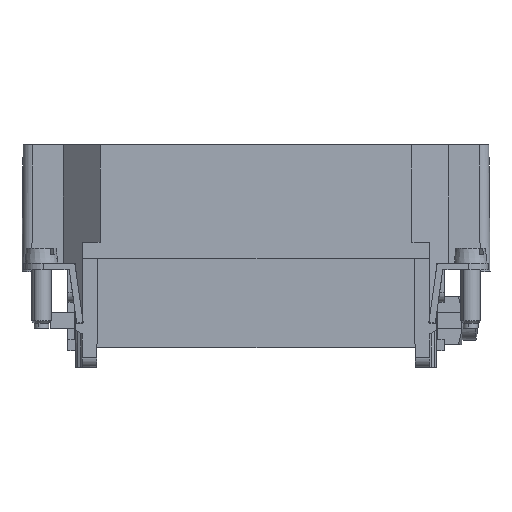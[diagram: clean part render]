
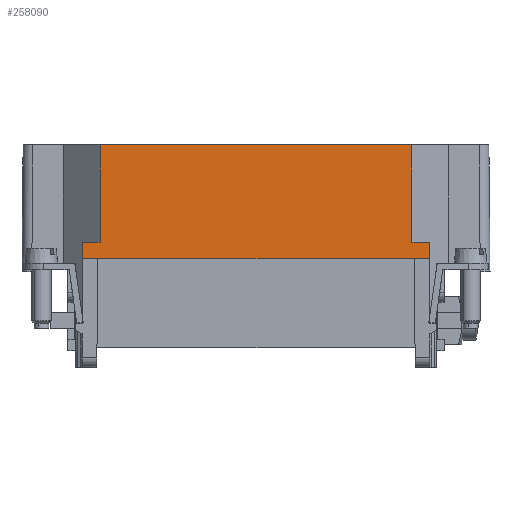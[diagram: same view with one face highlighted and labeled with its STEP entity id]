
A CAD part, left-side view. The second image highlights one B-rep face of the part: STEP entity #258090.
In plain terms, the highlighted face is planar.
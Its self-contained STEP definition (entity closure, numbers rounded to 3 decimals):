
#1440=CARTESIAN_POINT('',(0.306,11.909,
34.302));
#1450=VERTEX_POINT('',#1440);
#1480=CARTESIAN_POINT('',(0.313,101.905,
35.087));
#1490=DIRECTION('',(0.,1.,
0.009));
#1500=VECTOR('',#1490,1.);
#1510=LINE('',#1480,#1500);
#1520=CARTESIAN_POINT('',(0.31,59.907,
34.721));
#1530=VERTEX_POINT('',#1520);
#1540=EDGE_CURVE('',#1450,#1530,#1510,.T.);
#123500=CARTESIAN_POINT('',(0.001,11.707,
16.802));
#123510=VERTEX_POINT('',#123500);
#129390=CARTESIAN_POINT('',(0.005,60.414,
17.227));
#129400=VERTEX_POINT('',#129390);
#129980=CARTESIAN_POINT('',(0.005,62.757,
17.247));
#129990=VERTEX_POINT('',#129980);
#130020=CARTESIAN_POINT('',(0.008,102.058,
17.59));
#130030=DIRECTION('',(0.,-1.,
-0.009));
#130040=VECTOR('',#130030,1.);
#130050=LINE('',#130020,#130040);
#130060=EDGE_CURVE('',#129990,#129400,#130050,.T.);
#164140=CARTESIAN_POINT('',(0.001,9.364,
16.781));
#164150=VERTEX_POINT('',#164140);
#164180=CARTESIAN_POINT('',(0.371,9.29,
37.979));
#164190=DIRECTION('',(-0.017,0.003,
-1.));
#164200=VECTOR('',#164190,1.);
#164210=LINE('',#164180,#164200);
#164220=CARTESIAN_POINT('',(0.044,9.355,
19.281));
#164230=VERTEX_POINT('',#164220);
#164240=EDGE_CURVE('',#164230,#164150,#164210,.T.);
#165090=CARTESIAN_POINT('',(0.008,102.058,
17.59));
#165100=DIRECTION('',(0.,1.,
0.009));
#165110=VECTOR('',#165100,1.);
#165120=LINE('',#165090,#165110);
#165130=EDGE_CURVE('',#164150,#123510,#165120,.T.);
#257420=CARTESIAN_POINT('',(0.045,12.04,
19.304));
#257430=VERTEX_POINT('',#257420);
#257460=CARTESIAN_POINT('',(0.371,11.876,
38.001));
#257470=DIRECTION('',(-0.017,0.009,
-1.));
#257480=VECTOR('',#257470,1.);
#257490=LINE('',#257460,#257480);
#257500=EDGE_CURVE('',#1450,#257430,#257490,.T.);
#257630=CARTESIAN_POINT('',(-0.278,64.005,
1.057));
#257640=DIRECTION('',(-1.,0.,
0.017));
#257650=DIRECTION('',(0.,-1.,
-0.009));
#257660=AXIS2_PLACEMENT_3D('',#257630,#257640,#257650);
#257670=PLANE('',#257660);
#257680=CARTESIAN_POINT('',(0.375,62.461,
38.443));
#257690=DIRECTION('',(0.017,-0.014,
1.));
#257700=VECTOR('',#257690,1.);
#257710=LINE('',#257680,#257700);
#257720=CARTESIAN_POINT('',(0.048,62.722,
19.746));
#257730=VERTEX_POINT('',#257720);
#257740=EDGE_CURVE('',#129990,#257730,#257710,.T.);
#257750=ORIENTED_EDGE('',*,*,#257740,.F.);
#257760=CARTESIAN_POINT('',(0.051,102.036,
20.09));
#257770=DIRECTION('',(0.,-1.,
-0.009));
#257780=VECTOR('',#257770,1.);
#257790=LINE('',#257760,#257780);
#257800=CARTESIAN_POINT('',(0.048,60.038,
19.723));
#257810=VERTEX_POINT('',#257800);
#257820=EDGE_CURVE('',#257730,#257810,#257790,.T.);
#257830=ORIENTED_EDGE('',*,*,#257820,.F.);
#257840=CARTESIAN_POINT('',(0.375,59.875,
38.42));
#257850=DIRECTION('',(0.017,-0.009,
1.));
#257860=VECTOR('',#257850,1.);
#257870=LINE('',#257840,#257860);
#257880=EDGE_CURVE('',#257810,#1530,#257870,.T.);
#257890=ORIENTED_EDGE('',*,*,#257880,.F.);
#257900=ORIENTED_EDGE('',*,*,#1540,.T.);
#257910=ORIENTED_EDGE('',*,*,#257500,.F.);
#257920=CARTESIAN_POINT('',(0.051,102.036,
20.09));
#257930=DIRECTION('',(0.,-1.,
-0.009));
#257940=VECTOR('',#257930,1.);
#257950=LINE('',#257920,#257940);
#257960=EDGE_CURVE('',#257430,#164230,#257950,.T.);
#257970=ORIENTED_EDGE('',*,*,#257960,.F.);
#257980=ORIENTED_EDGE('',*,*,#164240,.F.);
#257990=ORIENTED_EDGE('',*,*,#165130,.F.);
#258000=CARTESIAN_POINT('',(0.008,102.058,
17.59));
#258010=DIRECTION('',(0.,1.,
0.009));
#258020=VECTOR('',#258010,1.);
#258030=LINE('',#258000,#258020);
#258040=EDGE_CURVE('',#123510,#129400,#258030,.T.);
#258050=ORIENTED_EDGE('',*,*,#258040,.F.);
#258060=ORIENTED_EDGE('',*,*,#130060,.T.);
#258070=EDGE_LOOP('',(#258060,#258050,#257990,#257980,#257970,#257910,
#257900,#257890,#257830,#257750));
#258080=FACE_OUTER_BOUND('',#258070,.T.);
#258090=ADVANCED_FACE('',(#258080),#257670,.T.);
